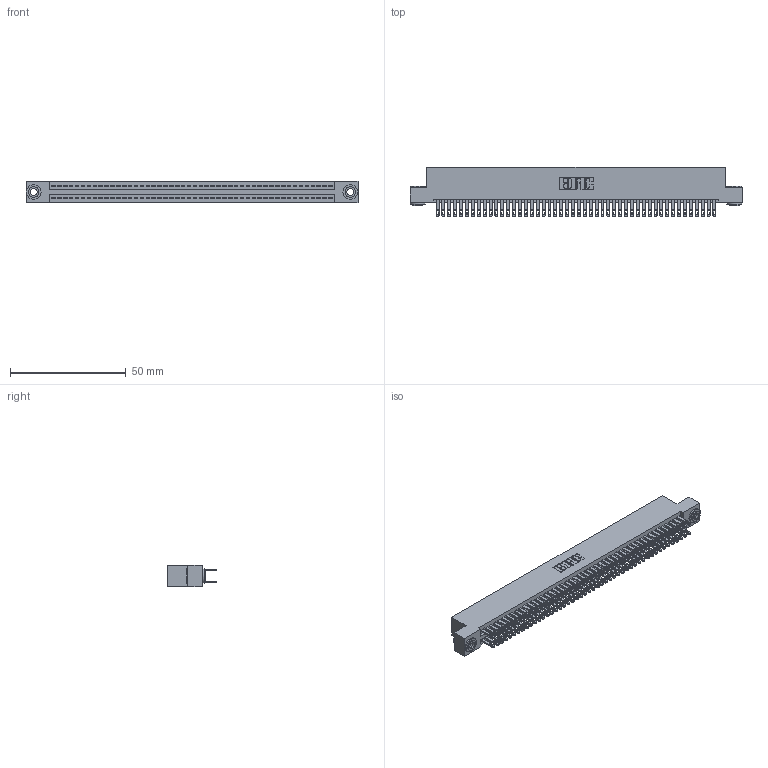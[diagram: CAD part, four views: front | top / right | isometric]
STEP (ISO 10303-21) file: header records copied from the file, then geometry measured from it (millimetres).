
FILE_DESCRIPTION (( 'STEP AP203' ), '1' );
FILE_NAME ('345-096-500-203.STEP', '2019-11-02T06:27:48', ( '' ), ( '' ), 'SwSTEP 2.0', 'SolidWorks 2016', '' );
FILE_SCHEMA (( 'CONFIG_CONTROL_DESIGN' ));
Length unit declared in the file: inch
Products named in the file (4): 345 Part_Flush Mounting Lugs - 0.156 Dia-TH; 345-096-500-203; 345-292-001_345-293-100; 345-250-002_345-250-002-102
Assembly tree (99 placements, depth 2):
  345-096-500-203
    345 Part_Flush Mounting Lugs - 0.156 Dia-TH
    345-292-001_345-293-100  x96
    345-250-002_345-250-002-102  x2
Bounding box: 143.13 x 21.51 x 9.4 mm (x, y, z)
Volume: 14272.1 mm3; surface area: 22396.9 mm2
Topology: 99 solids, 99 shells, 4580 faces, 13953 edges, 9298 vertices
Faces by surface type: plane 2682, cylinder 1890, cone 8
Entity records: 37434 total; most frequent: CARTESIAN_POINT 6243, ORIENTED_EDGE 6170, DIRECTION 5531, EDGE_CURVE 3085, LINE 2733, VECTOR 2733, VERTEX_POINT 2054, AXIS2_PLACEMENT_3D 1399
